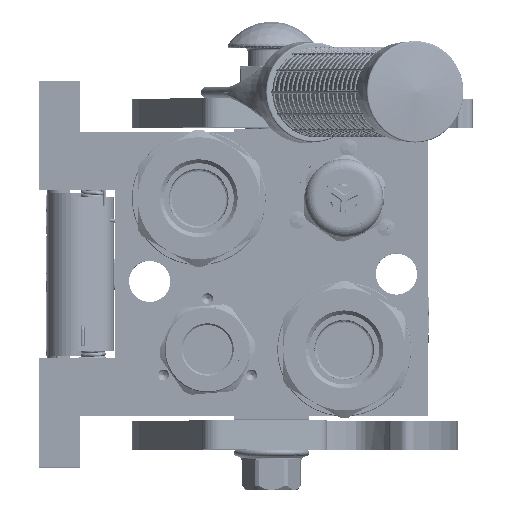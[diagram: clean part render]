
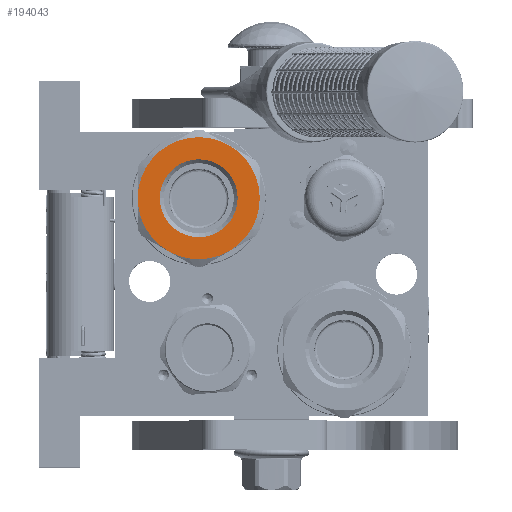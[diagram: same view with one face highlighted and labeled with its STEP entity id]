
A CAD part, top view. The second image highlights one B-rep face of the part: STEP entity #194043.
In plain terms, the highlighted face is planar.
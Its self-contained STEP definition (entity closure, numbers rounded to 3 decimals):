
#686 = DIRECTION ( 'NONE',  ( 0., 0.5, 0.866 ) ) ;
#8122 = EDGE_LOOP ( 'NONE', ( #105512, #109092, #155138, #49682, #192745, #170883, #165530 ) ) ;
#18590 = DIRECTION ( 'NONE',  ( 0., 0.5, 0.866 ) ) ;
#19696 = DIRECTION ( 'NONE',  ( 1., 0., 0. ) ) ;
#22755 = CARTESIAN_POINT ( 'NONE',  ( 100.6, -13.4, 0. ) ) ;
#30561 = CARTESIAN_POINT ( 'NONE',  ( 100.6, 0., 0. ) ) ;
#33505 = DIRECTION ( 'NONE',  ( 0., -0.5, -0.866 ) ) ;
#33816 = CARTESIAN_POINT ( 'NONE',  ( 100.6, 0., 0. ) ) ;
#33898 = AXIS2_PLACEMENT_3D ( 'NONE', #147588, #54081, #33505 ) ;
#36225 = EDGE_CURVE ( 'NONE', #173970, #117151, #228767, .T. ) ;
#38386 = AXIS2_PLACEMENT_3D ( 'NONE', #56515, #115279, #18590 ) ;
#45988 = CARTESIAN_POINT ( 'NONE',  ( 100.6, 21., 0. ) ) ;
#47520 = VERTEX_POINT ( 'NONE', #79460 ) ;
#49682 = ORIENTED_EDGE ( 'NONE', *, *, #230884, .F. ) ;
#50460 = CARTESIAN_POINT ( 'NONE',  ( 100.6, 10.5, 18.187 ) ) ;
#50994 = EDGE_CURVE ( 'NONE', #149791, #195995, #242030, .T. ) ;
#53759 = EDGE_CURVE ( 'NONE', #195995, #244577, #158168, .T. ) ;
#54081 = DIRECTION ( 'NONE',  ( 1., 0., 0. ) ) ;
#56515 = CARTESIAN_POINT ( 'NONE',  ( 100.6, 0., 0. ) ) ;
#62134 = DIRECTION ( 'NONE',  ( -1., 0., 0. ) ) ;
#71264 = CARTESIAN_POINT ( 'NONE',  ( 100.6, 0., 0. ) ) ;
#79460 = CARTESIAN_POINT ( 'NONE',  ( 100.6, 10.5, -18.187 ) ) ;
#91525 = AXIS2_PLACEMENT_3D ( 'NONE', #112321, #19696, #686 ) ;
#97689 = AXIS2_PLACEMENT_3D ( 'NONE', #184463, #147224, #109217 ) ;
#101355 = AXIS2_PLACEMENT_3D ( 'NONE', #230595, #136469, #243800 ) ;
#102961 = CIRCLE ( 'NONE', #214267, 21. ) ;
#103312 = CARTESIAN_POINT ( 'NONE',  ( 100.6, -10.5, 18.187 ) ) ;
#105512 = ORIENTED_EDGE ( 'NONE', *, *, #50994, .T. ) ;
#109092 = ORIENTED_EDGE ( 'NONE', *, *, #53759, .T. ) ;
#109217 = DIRECTION ( 'NONE',  ( 0., -1., 0. ) ) ;
#109742 = VERTEX_POINT ( 'NONE', #180725 ) ;
#112321 = CARTESIAN_POINT ( 'NONE',  ( 100.6, 0., 0. ) ) ;
#112378 = ORIENTED_EDGE ( 'NONE', *, *, #36225, .T. ) ;
#115279 = DIRECTION ( 'NONE',  ( -1., 0., 0. ) ) ;
#116092 = AXIS2_PLACEMENT_3D ( 'NONE', #157217, #62134, #138993 ) ;
#117151 = VERTEX_POINT ( 'NONE', #173028 ) ;
#118254 = FACE_OUTER_BOUND ( 'NONE', #8122, .T. ) ;
#120051 = EDGE_LOOP ( 'NONE', ( #112378, #172255 ) ) ;
#120160 = CARTESIAN_POINT ( 'NONE',  ( 100.6, -21., 0. ) ) ;
#123954 = EDGE_CURVE ( 'NONE', #109742, #149791, #212271, .T. ) ;
#129943 = EDGE_CURVE ( 'NONE', #117151, #173970, #152701, .T. ) ;
#136469 = DIRECTION ( 'NONE',  ( -1., 0., 0. ) ) ;
#138993 = DIRECTION ( 'NONE',  ( 0., 1., 0. ) ) ;
#141998 = EDGE_CURVE ( 'NONE', #244577, #47520, #228206, .T. ) ;
#144859 = VERTEX_POINT ( 'NONE', #45988 ) ;
#147224 = DIRECTION ( 'NONE',  ( 1., 0., 0. ) ) ;
#147588 = CARTESIAN_POINT ( 'NONE',  ( 100.6, 0., 0. ) ) ;
#147599 = CIRCLE ( 'NONE', #38386, 21. ) ;
#149791 = VERTEX_POINT ( 'NONE', #103312 ) ;
#150758 = FACE_BOUND ( 'NONE', #120051, .T. ) ;
#152701 = CIRCLE ( 'NONE', #116092, 13.4 ) ;
#155138 = ORIENTED_EDGE ( 'NONE', *, *, #141998, .T. ) ;
#157217 = CARTESIAN_POINT ( 'NONE',  ( 100.6, 0., 0. ) ) ;
#158168 = CIRCLE ( 'NONE', #97689, 21. ) ;
#160361 = DIRECTION ( 'NONE',  ( 0., -0.5, 0.866 ) ) ;
#163481 = AXIS2_PLACEMENT_3D ( 'NONE', #30561, #218973, #160361 ) ;
#163528 = CARTESIAN_POINT ( 'NONE',  ( 100.6, -10.5, -18.187 ) ) ;
#165530 = ORIENTED_EDGE ( 'NONE', *, *, #123954, .T. ) ;
#166326 = DIRECTION ( 'NONE',  ( -1., 0., 0. ) ) ;
#167387 = CIRCLE ( 'NONE', #222162, 21. ) ;
#170883 = ORIENTED_EDGE ( 'NONE', *, *, #198629, .T. ) ;
#172255 = ORIENTED_EDGE ( 'NONE', *, *, #129943, .T. ) ;
#173028 = CARTESIAN_POINT ( 'NONE',  ( 100.6, 13.4, 0. ) ) ;
#173970 = VERTEX_POINT ( 'NONE', #22755 ) ;
#180725 = CARTESIAN_POINT ( 'NONE',  ( 100.6, 0., 21. ) ) ;
#181976 = CARTESIAN_POINT ( 'NONE',  ( 100.6, 0., 0. ) ) ;
#184463 = CARTESIAN_POINT ( 'NONE',  ( 100.6, 0., 0. ) ) ;
#192745 = ORIENTED_EDGE ( 'NONE', *, *, #218162, .F. ) ;
#194043 = ADVANCED_FACE ( 'NONE', ( #118254, #150758 ), #239817, .F. ) ;
#195995 = VERTEX_POINT ( 'NONE', #120160 ) ;
#198629 = EDGE_CURVE ( 'NONE', #226570, #109742, #102961, .T. ) ;
#199501 = AXIS2_PLACEMENT_3D ( 'NONE', #71264, #166326, #220017 ) ;
#212271 = CIRCLE ( 'NONE', #91525, 21. ) ;
#214267 = AXIS2_PLACEMENT_3D ( 'NONE', #181976, #237277, #216662 ) ;
#216662 = DIRECTION ( 'NONE',  ( 0., 0.5, 0.866 ) ) ;
#218162 = EDGE_CURVE ( 'NONE', #226570, #144859, #147599, .T. ) ;
#218973 = DIRECTION ( 'NONE',  ( 1., 0., 0. ) ) ;
#220017 = DIRECTION ( 'NONE',  ( 0., 0., 1. ) ) ;
#222162 = AXIS2_PLACEMENT_3D ( 'NONE', #33816, #242037, #222222 ) ;
#222222 = DIRECTION ( 'NONE',  ( 0., 1., 0. ) ) ;
#226570 = VERTEX_POINT ( 'NONE', #50460 ) ;
#228206 = CIRCLE ( 'NONE', #33898, 21. ) ;
#228767 = CIRCLE ( 'NONE', #101355, 13.4 ) ;
#230595 = CARTESIAN_POINT ( 'NONE',  ( 100.6, 0., 0. ) ) ;
#230884 = EDGE_CURVE ( 'NONE', #144859, #47520, #167387, .T. ) ;
#237277 = DIRECTION ( 'NONE',  ( 1., 0., 0. ) ) ;
#239817 = PLANE ( 'NONE',  #199501 ) ;
#242030 = CIRCLE ( 'NONE', #163481, 21. ) ;
#242037 = DIRECTION ( 'NONE',  ( -1., 0., 0. ) ) ;
#243800 = DIRECTION ( 'NONE',  ( 0., -1., 0. ) ) ;
#244577 = VERTEX_POINT ( 'NONE', #163528 ) ;
